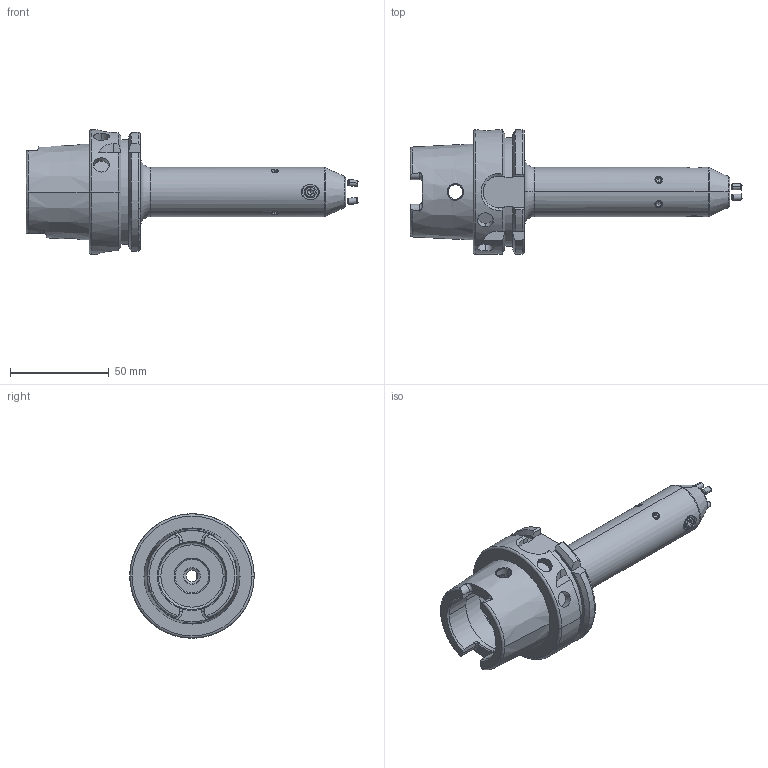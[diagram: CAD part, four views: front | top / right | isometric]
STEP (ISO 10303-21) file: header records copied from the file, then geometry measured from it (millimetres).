
FILE_DESCRIPTION (( 'STEP AP203' ), '1' );
FILE_NAME ('FWA063H-EKH06130.STEP', '2024-09-06T05:30:28', ( '' ), ( '' ), 'SwSTEP 2.0', 'SolidWorks 2024', '' );
FILE_SCHEMA (( 'CONFIG_CONTROL_DESIGN' ));
Length unit declared in the file: millimetre
Products named in the file (6): GS-M6X10-DIN1835-B; HSKA63EK06130WW; FWA063H-EKH06130; GS-M3X5; GS-M4X4_DIN 913 - M4 x 4-N
Assembly tree (11 placements, depth 3):
  FWA063H-EKH06130
    HSKA63EK06130WW
      HSKA63EK06130WW
      GS-M6X10-DIN1835-B
      GS-M4X4_DIN 913 - M4 x 4-N  x4
      GS-M3X5  x4
Bounding box: 168.13 x 63 x 63 mm (x, y, z)
Volume: 124957.7 mm3; surface area: 34730.5 mm2
Topology: 10 solids, 10 shells, 374 faces, 913 edges, 558 vertices
Faces by surface type: plane 159, cylinder 87, cone 83, torus 29, bspline 14, sphere 2
Entity records: 10981 total; most frequent: CARTESIAN_POINT 4057, ORIENTED_EDGE 1322, DIRECTION 1234, EDGE_CURVE 661, AXIS2_PLACEMENT_3D 485, VERTEX_POINT 411, EDGE_LOOP 292, LINE 264
